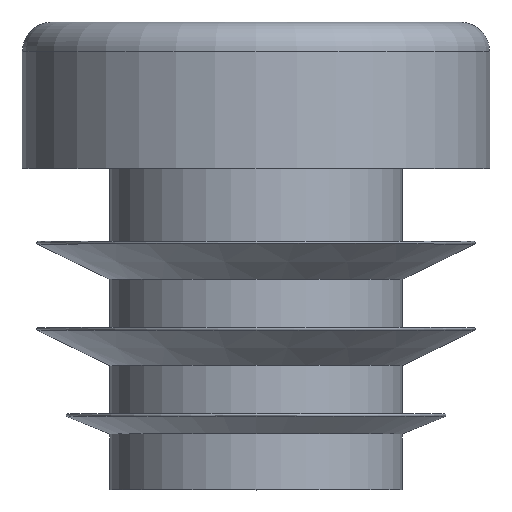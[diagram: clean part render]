
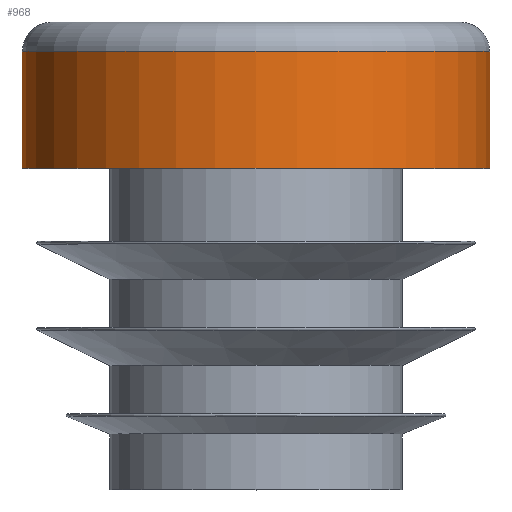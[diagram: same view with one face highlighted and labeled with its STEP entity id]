
A CAD part, top view. The second image highlights one B-rep face of the part: STEP entity #968.
In plain terms, the highlighted cylindrical face has radius 8 mm (diameter 16 mm), a full revolution.
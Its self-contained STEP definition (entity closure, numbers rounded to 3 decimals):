
#182 = EDGE_CURVE ( 'NONE', #3589, #3589, #1966, .T. ) ;
#968 = ADVANCED_FACE ( 'NONE', ( #4227, #6402 ), #3989, .T. ) ;
#1108 = CARTESIAN_POINT ( 'NONE',  ( 0., 15., 0. ) ) ;
#1267 = CARTESIAN_POINT ( 'NONE',  ( 0., 15., 8. ) ) ;
#1632 = DIRECTION ( 'NONE',  ( 0., -1., 0. ) ) ;
#1905 = DIRECTION ( 'NONE',  ( 0., -1., 0. ) ) ;
#1966 = CIRCLE ( 'NONE', #7101, 8. ) ;
#2031 = EDGE_LOOP ( 'NONE', ( #8589 ) ) ;
#2177 = ORIENTED_EDGE ( 'NONE', *, *, #8524, .F. ) ;
#2573 = AXIS2_PLACEMENT_3D ( 'NONE', #5582, #1632, #7086 ) ;
#3206 = CIRCLE ( 'NONE', #2573, 8. ) ;
#3589 = VERTEX_POINT ( 'NONE', #1267 ) ;
#3989 = CYLINDRICAL_SURFACE ( 'NONE', #4815, 8. ) ;
#4227 = FACE_OUTER_BOUND ( 'NONE', #2031, .T. ) ;
#4815 = AXIS2_PLACEMENT_3D ( 'NONE', #6713, #5793, #5830 ) ;
#4918 = CARTESIAN_POINT ( 'NONE',  ( 0., 11., -8. ) ) ;
#5257 = EDGE_LOOP ( 'NONE', ( #2177 ) ) ;
#5582 = CARTESIAN_POINT ( 'NONE',  ( 0., 11., 0. ) ) ;
#5793 = DIRECTION ( 'NONE',  ( 0., -1., 0. ) ) ;
#5830 = DIRECTION ( 'NONE',  ( 0., 0., -1. ) ) ;
#6402 = FACE_OUTER_BOUND ( 'NONE', #5257, .T. ) ;
#6591 = VERTEX_POINT ( 'NONE', #4918 ) ;
#6713 = CARTESIAN_POINT ( 'NONE',  ( 0., 11., 0. ) ) ;
#7086 = DIRECTION ( 'NONE',  ( 0., 0., -1. ) ) ;
#7101 = AXIS2_PLACEMENT_3D ( 'NONE', #1108, #1905, #7348 ) ;
#7348 = DIRECTION ( 'NONE',  ( 0., 0., 1. ) ) ;
#8524 = EDGE_CURVE ( 'NONE', #6591, #6591, #3206, .T. ) ;
#8589 = ORIENTED_EDGE ( 'NONE', *, *, #182, .T. ) ;
